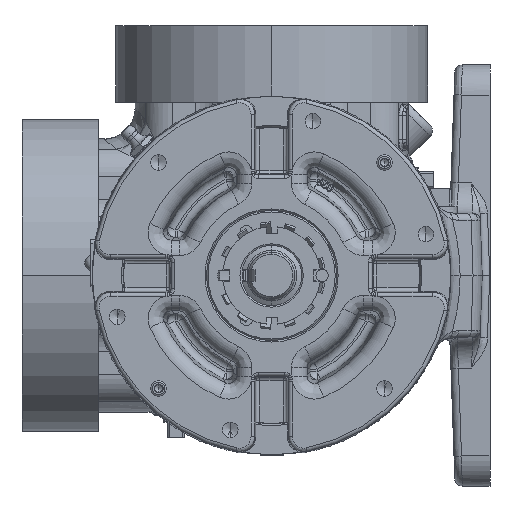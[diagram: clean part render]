
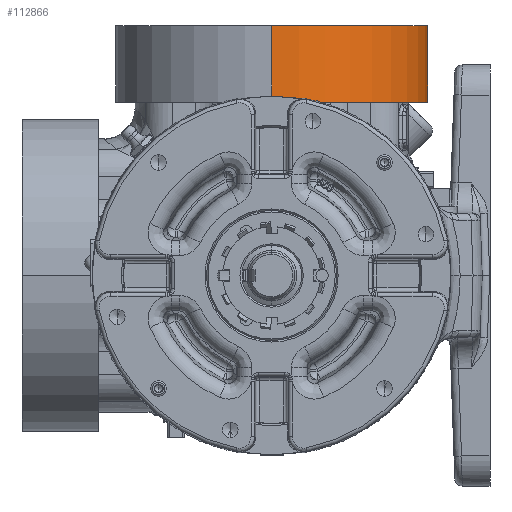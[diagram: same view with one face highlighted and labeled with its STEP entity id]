
A CAD part, left-side view. The second image highlights one B-rep face of the part: STEP entity #112866.
In plain terms, the highlighted cylindrical face has radius 63.5 mm (diameter 127 mm), a partial arc.
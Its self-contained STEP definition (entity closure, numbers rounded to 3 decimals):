
#2032 = VERTEX_POINT ( 'NONE', #115475 ) ;
#5584 = EDGE_CURVE ( 'NONE', #174854, #21476, #193738, .T. ) ;
#8234 = CARTESIAN_POINT ( 'NONE',  ( 46.609, 0., 101.6 ) ) ;
#19722 = AXIS2_PLACEMENT_3D ( 'NONE', #8234, #26740, #128574 ) ;
#21476 = VERTEX_POINT ( 'NONE', #73429 ) ;
#23295 = VECTOR ( 'NONE', #31097, 1000. ) ;
#26740 = DIRECTION ( 'NONE',  ( 0., 0., -1. ) ) ;
#27369 = VERTEX_POINT ( 'NONE', #92925 ) ;
#27552 = CYLINDRICAL_SURFACE ( 'NONE', #94103, 63.5 ) ;
#31097 = DIRECTION ( 'NONE',  ( 0., 0., -1. ) ) ;
#42905 = DIRECTION ( 'NONE',  ( 0., 0., -1. ) ) ;
#63864 = ORIENTED_EDGE ( 'NONE', *, *, #5584, .T. ) ;
#73429 = CARTESIAN_POINT ( 'NONE',  ( -16.891, 0., 70.612 ) ) ;
#76840 = DIRECTION ( 'NONE',  ( -1., 0., 0. ) ) ;
#79806 = ORIENTED_EDGE ( 'NONE', *, *, #187799, .F. ) ;
#84658 = LINE ( 'NONE', #130720, #23295 ) ;
#92925 = CARTESIAN_POINT ( 'NONE',  ( 110.109, 0., 101.6 ) ) ;
#94103 = AXIS2_PLACEMENT_3D ( 'NONE', #177587, #42905, #76840 ) ;
#97690 = EDGE_CURVE ( 'NONE', #2032, #21476, #165559, .T. ) ;
#112866 = ADVANCED_FACE ( 'Defeatured_0_2563', ( #125028 ), #27552, .T. ) ;
#113191 = CARTESIAN_POINT ( 'NONE',  ( 46.609, 0., 70.612 ) ) ;
#115475 = CARTESIAN_POINT ( 'NONE',  ( 110.109, 0., 70.612 ) ) ;
#120926 = VECTOR ( 'NONE', #212355, 1000. ) ;
#125028 = FACE_OUTER_BOUND ( 'NONE', #172106, .T. ) ;
#128574 = DIRECTION ( 'NONE',  ( -1., 0., 0. ) ) ;
#130720 = CARTESIAN_POINT ( 'NONE',  ( 110.109, 0., 52.959 ) ) ;
#135811 = ORIENTED_EDGE ( 'NONE', *, *, #97690, .F. ) ;
#151630 = AXIS2_PLACEMENT_3D ( 'NONE', #113191, #180035, #176774 ) ;
#165559 = CIRCLE ( 'NONE', #151630, 63.5 ) ;
#172106 = EDGE_LOOP ( 'NONE', ( #79806, #192446, #63864, #135811 ) ) ;
#174854 = VERTEX_POINT ( 'NONE', #196646 ) ;
#176774 = DIRECTION ( 'NONE',  ( -1., 0., 0. ) ) ;
#177587 = CARTESIAN_POINT ( 'NONE',  ( 46.609, 0., 52.959 ) ) ;
#180035 = DIRECTION ( 'NONE',  ( 0., 0., -1. ) ) ;
#187542 = EDGE_CURVE ( 'NONE', #27369, #174854, #215574, .T. ) ;
#187799 = EDGE_CURVE ( 'NONE', #27369, #2032, #84658, .T. ) ;
#191563 = CARTESIAN_POINT ( 'NONE',  ( -16.891, 0., 52.959 ) ) ;
#192446 = ORIENTED_EDGE ( 'NONE', *, *, #187542, .T. ) ;
#193738 = LINE ( 'NONE', #191563, #120926 ) ;
#196646 = CARTESIAN_POINT ( 'NONE',  ( -16.891, 0., 101.6 ) ) ;
#212355 = DIRECTION ( 'NONE',  ( 0., 0., -1. ) ) ;
#215574 = CIRCLE ( 'NONE', #19722, 63.5 ) ;
